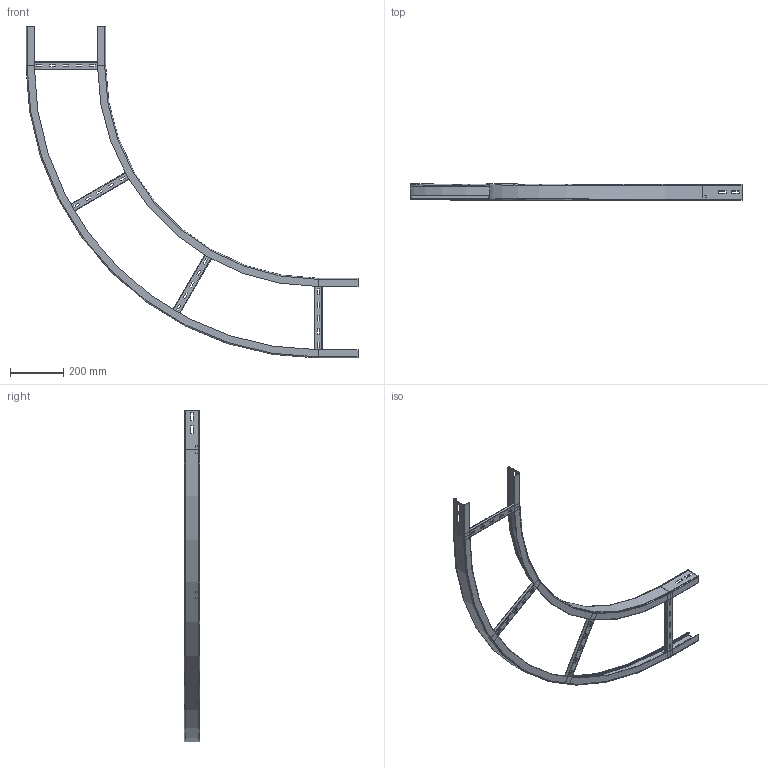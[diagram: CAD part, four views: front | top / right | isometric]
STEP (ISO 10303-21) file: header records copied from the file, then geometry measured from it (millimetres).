
FILE_DESCRIPTION(/* description */ (''),/* implementation_level */ '2;1');
FILE_NAME(/* name */ 'LDZC300H60N.stp',/* time_stamp */ '2020-03-25T12:38:59+01:00',/* author */ ('stanislaw.luczak'),/* organization */ (''),/* preprocessor_version */ 'ST-DEVELOPER v18',/* originating_system */ 'Autodesk Inventor 2020',/* authorisation */ '');
FILE_SCHEMA (('AUTOMOTIVE_DESIGN { 1 0 10303 214 3 1 1 }'));
Length unit declared in the file: millimetre
Products named in the file (4): LDC100H45N; H60N W 300; ZH60 N zewnętrzny 300; szczebel 30x15x290
Assembly tree (6 placements, depth 2):
  LDC100H45N
    H60N W 300
    ZH60 N zewnętrzny 300
    szczebel 30x15x290  x4
Bounding box: 1250 x 60 x 1250 mm (x, y, z)
Volume: 834643.1 mm3; surface area: 892491 mm2
Topology: 6 solids, 6 shells, 376 faces, 876 edges, 512 vertices
Faces by surface type: plane 298, cylinder 66, torus 12
Entity records: 5767 total; most frequent: DIRECTION 988, CARTESIAN_POINT 952, ORIENTED_EDGE 936, EDGE_CURVE 468, LINE 372, VECTOR 372, AXIS2_PLACEMENT_3D 308, VERTEX_POINT 272
